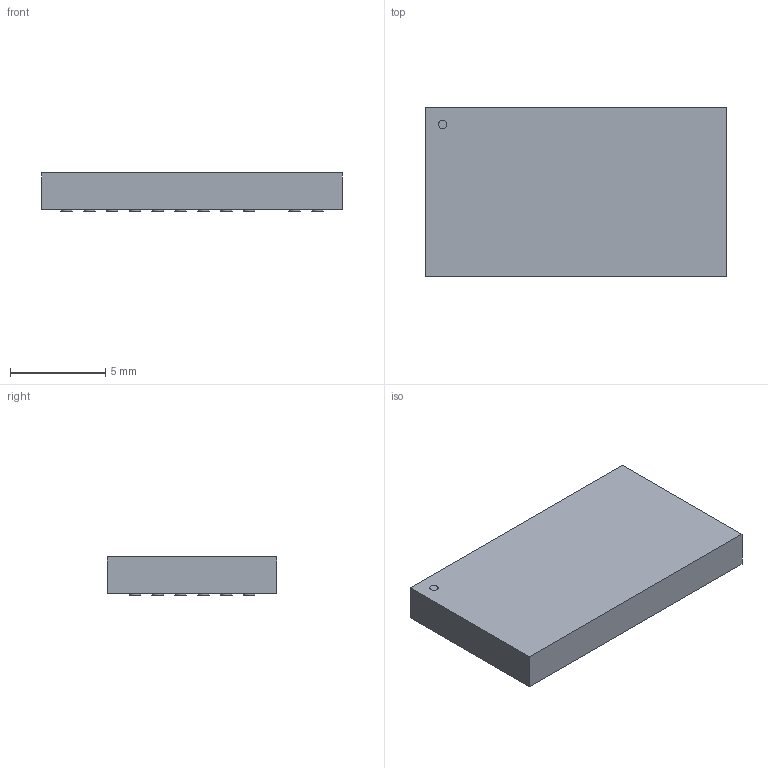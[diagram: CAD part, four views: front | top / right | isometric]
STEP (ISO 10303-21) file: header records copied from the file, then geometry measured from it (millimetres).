
FILE_DESCRIPTION(('STEP AP214'),'1');
FILE_NAME('ENW89837A5KF_PAN','2026-01-08T12:16:10',(''),(''),'','','');
FILE_SCHEMA(('AUTOMOTIVE_DESIGN'));
Length unit declared in the file: millimetre
Products named in the file (1): product
Bounding box: 15.8 x 8.89 x 2.01 mm (x, y, z)
Volume: 272.5 mm3; surface area: 418.8 mm2
Topology: 60 solids, 60 shells, 183 faces, 189 edges, 126 vertices
Faces by surface type: plane 124, cylinder 59
Full cylindrical faces by diameter (mm): 0.445 x1, 0.61 x58
Entity records: 3563 total; most frequent: DIRECTION 734, CARTESIAN_POINT 487, AXIS2_PLACEMENT_3D 361, ORIENTED_EDGE 260, EDGE_LOOP 242, ADVANCED_FACE 183, FACE_OUTER_BOUND 183, STYLED_ITEM 183
